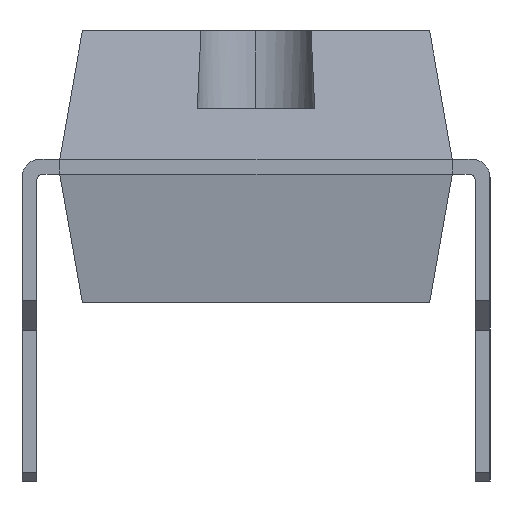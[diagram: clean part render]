
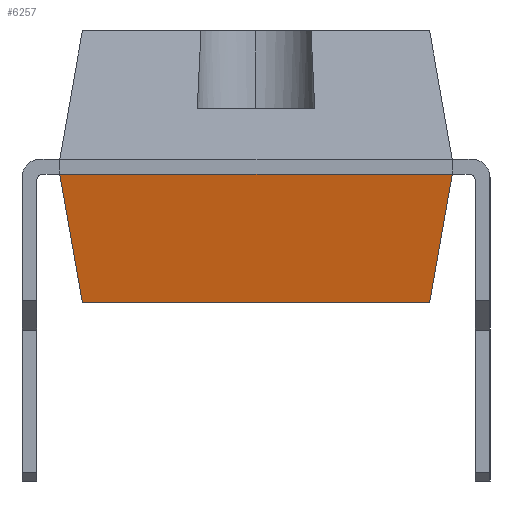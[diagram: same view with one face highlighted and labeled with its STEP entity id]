
A CAD part, left-side view. The second image highlights one B-rep face of the part: STEP entity #6257.
In plain terms, the highlighted planar face has unit normal (-0.985, 0, -0.174).
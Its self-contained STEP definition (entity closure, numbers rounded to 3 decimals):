
#29 = CARTESIAN_POINT ( 'NONE',  ( -18., 3.3, 2.67 ) ) ;
#55 = CARTESIAN_POINT ( 'NONE',  ( -17.619, 2.919, 0.51 ) ) ;
#56 = DIRECTION ( 'NONE',  ( 0., 1., 0. ) ) ;
#57 = VECTOR ( 'NONE', #56, 1000. ) ;
#58 = CARTESIAN_POINT ( 'NONE',  ( -17.619, 2.919, 0.51 ) ) ;
#59 = LINE ( 'NONE', #58, #57 ) ;
#60 = CARTESIAN_POINT ( 'NONE',  ( -17.619, -2.919, 0.51 ) ) ;
#148 = DIRECTION ( 'NONE',  ( 0., -1., 0. ) ) ;
#149 = VECTOR ( 'NONE', #148, 1000. ) ;
#150 = CARTESIAN_POINT ( 'NONE',  ( -18., -2.919, 2.67 ) ) ;
#152 = LINE ( 'NONE', #150, #149 ) ;
#195 = LINE ( 'NONE', #290, #289 ) ;
#288 = DIRECTION ( 'NONE',  ( 0.171, 0.171, -0.97 ) ) ;
#289 = VECTOR ( 'NONE', #288, 1000. ) ;
#290 = CARTESIAN_POINT ( 'NONE',  ( -16.577, -1.877, -5.403 ) ) ;
#4980 = VERTEX_POINT ( 'NONE', #11596 ) ;
#6124 = ORIENTED_EDGE ( 'NONE', *, *, #8388, .F. ) ;
#6125 = ORIENTED_EDGE ( 'NONE', *, *, #6296, .F. ) ;
#6126 = ORIENTED_EDGE ( 'NONE', *, *, #8367, .F. ) ;
#6257 = ADVANCED_FACE ( 'NONE', ( #9730 ), #9779, .T. ) ;
#6258 = EDGE_LOOP ( 'NONE', ( #6259, #6124, #6125, #6126 ) ) ;
#6259 = ORIENTED_EDGE ( 'NONE', *, *, #8434, .F. ) ;
#6296 = EDGE_CURVE ( 'NONE', #8368, #8356, #9633, .T. ) ;
#8356 = VERTEX_POINT ( 'NONE', #29 ) ;
#8365 = VERTEX_POINT ( 'NONE', #60 ) ;
#8367 = EDGE_CURVE ( 'NONE', #8365, #8368, #59, .T. ) ;
#8368 = VERTEX_POINT ( 'NONE', #55 ) ;
#8388 = EDGE_CURVE ( 'NONE', #8356, #4980, #152, .T. ) ;
#8434 = EDGE_CURVE ( 'NONE', #4980, #8365, #195, .T. ) ;
#9630 = DIRECTION ( 'NONE',  ( -0.171, 0.171, 0.97 ) ) ;
#9631 = VECTOR ( 'NONE', #9630, 1000. ) ;
#9632 = CARTESIAN_POINT ( 'NONE',  ( -16.577, 1.877, -5.403 ) ) ;
#9633 = LINE ( 'NONE', #9632, #9631 ) ;
#9730 = FACE_OUTER_BOUND ( 'NONE', #6258, .T. ) ;
#9774 = DIRECTION ( 'NONE',  ( -0.174, 0., 0.985 ) ) ;
#9775 = DIRECTION ( 'NONE',  ( -0.985, 0., -0.174 ) ) ;
#9776 = CARTESIAN_POINT ( 'NONE',  ( -17.619, -3.3, 0.51 ) ) ;
#9777 = AXIS2_PLACEMENT_3D ( 'NONE', #9776, #9775, #9774 ) ;
#9779 = PLANE ( 'NONE',  #9777 ) ;
#11596 = CARTESIAN_POINT ( 'NONE',  ( -18., -3.3, 2.67 ) ) ;
